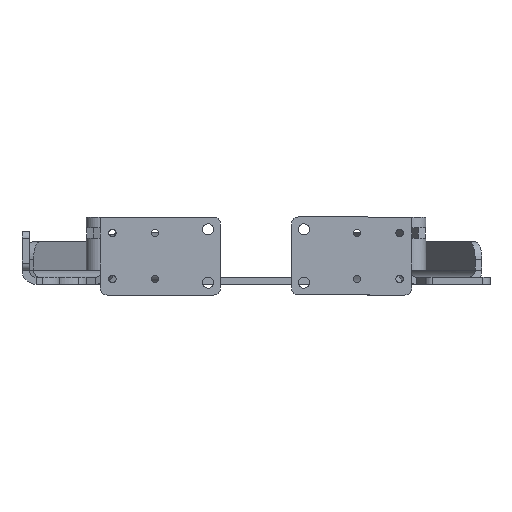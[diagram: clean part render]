
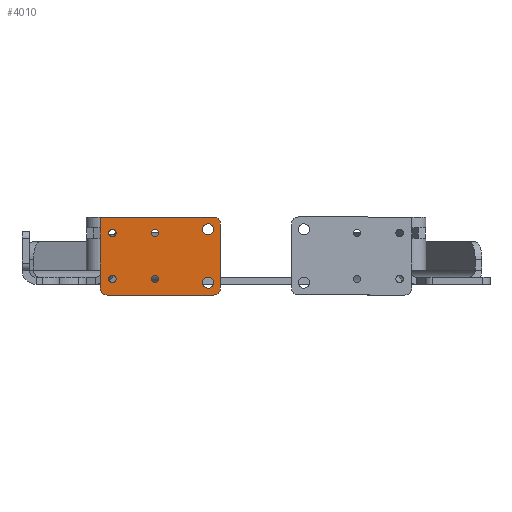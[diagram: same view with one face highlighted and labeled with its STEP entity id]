
A CAD part, left-side view. The second image highlights one B-rep face of the part: STEP entity #4010.
In plain terms, the highlighted planar face has unit normal (-1, 0, 0).
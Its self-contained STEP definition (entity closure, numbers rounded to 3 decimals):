
#59=FACE_BOUND('',#569,.T.);
#60=FACE_BOUND('',#570,.T.);
#61=FACE_BOUND('',#571,.T.);
#62=FACE_BOUND('',#572,.T.);
#63=FACE_BOUND('',#573,.T.);
#64=FACE_BOUND('',#574,.T.);
#138=PLANE('',#4401);
#317=FACE_OUTER_BOUND('',#568,.T.);
#568=EDGE_LOOP('',(#3249,#3250,#3251,#3252,#3253,#3254,#3255,#3256,#3257,
#3258));
#569=EDGE_LOOP('',(#3259));
#570=EDGE_LOOP('',(#3260));
#571=EDGE_LOOP('',(#3261));
#572=EDGE_LOOP('',(#3262));
#573=EDGE_LOOP('',(#3263));
#574=EDGE_LOOP('',(#3264));
#836=LINE('',#6138,#1229);
#864=LINE('',#6272,#1257);
#867=LINE('',#6281,#1260);
#978=LINE('',#6685,#1371);
#981=LINE('',#6691,#1374);
#982=LINE('',#6694,#1375);
#983=LINE('',#6696,#1376);
#1229=VECTOR('',#4839,10.);
#1257=VECTOR('',#4925,10.);
#1260=VECTOR('',#4934,10.);
#1371=VECTOR('',#5331,2.88);
#1374=VECTOR('',#5336,10.);
#1375=VECTOR('',#5339,10.);
#1376=VECTOR('',#5340,10.);
#1630=CIRCLE('',#4362,1.55);
#1634=CIRCLE('',#4368,1.05);
#1636=CIRCLE('',#4371,1.05);
#1642=CIRCLE('',#4380,1.55);
#1646=CIRCLE('',#4386,1.05);
#1648=CIRCLE('',#4389,1.05);
#1654=CIRCLE('',#4398,2.);
#1656=CIRCLE('',#4402,2.);
#1657=CIRCLE('',#4403,2.);
#1834=VERTEX_POINT('',#6121);
#1838=VERTEX_POINT('',#6133);
#1859=VERTEX_POINT('',#6271);
#1862=VERTEX_POINT('',#6279);
#1970=VERTEX_POINT('',#6603);
#1974=VERTEX_POINT('',#6615);
#1976=VERTEX_POINT('',#6621);
#1982=VERTEX_POINT('',#6639);
#1986=VERTEX_POINT('',#6651);
#1988=VERTEX_POINT('',#6657);
#1994=VERTEX_POINT('',#6675);
#1995=VERTEX_POINT('',#6676);
#1998=VERTEX_POINT('',#6684);
#2000=VERTEX_POINT('',#6690);
#2001=VERTEX_POINT('',#6692);
#2002=VERTEX_POINT('',#6695);
#2224=EDGE_CURVE('',#1834,#1838,#836,.T.);
#2270=EDGE_CURVE('',#1859,#1834,#864,.T.);
#2275=EDGE_CURVE('',#1838,#1862,#867,.T.);
#2434=EDGE_CURVE('',#1970,#1970,#1630,.T.);
#2440=EDGE_CURVE('',#1974,#1974,#1634,.T.);
#2443=EDGE_CURVE('',#1976,#1976,#1636,.T.);
#2452=EDGE_CURVE('',#1982,#1982,#1642,.T.);
#2458=EDGE_CURVE('',#1986,#1986,#1646,.T.);
#2461=EDGE_CURVE('',#1988,#1988,#1648,.T.);
#2470=EDGE_CURVE('',#1994,#1995,#1654,.T.);
#2474=EDGE_CURVE('',#1995,#1998,#978,.T.);
#2477=EDGE_CURVE('',#2000,#1994,#981,.T.);
#2478=EDGE_CURVE('',#2001,#2000,#1656,.T.);
#2479=EDGE_CURVE('',#2001,#1859,#982,.T.);
#2480=EDGE_CURVE('',#1862,#2002,#983,.T.);
#2481=EDGE_CURVE('',#1998,#2002,#1657,.T.);
#3249=ORIENTED_EDGE('',*,*,#2470,.F.);
#3250=ORIENTED_EDGE('',*,*,#2477,.F.);
#3251=ORIENTED_EDGE('',*,*,#2478,.F.);
#3252=ORIENTED_EDGE('',*,*,#2479,.T.);
#3253=ORIENTED_EDGE('',*,*,#2270,.T.);
#3254=ORIENTED_EDGE('',*,*,#2224,.T.);
#3255=ORIENTED_EDGE('',*,*,#2275,.T.);
#3256=ORIENTED_EDGE('',*,*,#2480,.T.);
#3257=ORIENTED_EDGE('',*,*,#2481,.F.);
#3258=ORIENTED_EDGE('',*,*,#2474,.F.);
#3259=ORIENTED_EDGE('',*,*,#2434,.T.);
#3260=ORIENTED_EDGE('',*,*,#2440,.T.);
#3261=ORIENTED_EDGE('',*,*,#2443,.T.);
#3262=ORIENTED_EDGE('',*,*,#2452,.T.);
#3263=ORIENTED_EDGE('',*,*,#2458,.T.);
#3264=ORIENTED_EDGE('',*,*,#2461,.T.);
#4010=ADVANCED_FACE('',(#317,#59,#60,#61,#62,#63,#64),#138,.T.);
#4362=AXIS2_PLACEMENT_3D('',#6604,#5239,#5240);
#4368=AXIS2_PLACEMENT_3D('',#6616,#5253,#5254);
#4371=AXIS2_PLACEMENT_3D('',#6622,#5260,#5261);
#4380=AXIS2_PLACEMENT_3D('',#6640,#5281,#5282);
#4386=AXIS2_PLACEMENT_3D('',#6652,#5295,#5296);
#4389=AXIS2_PLACEMENT_3D('',#6658,#5302,#5303);
#4398=AXIS2_PLACEMENT_3D('',#6677,#5323,#5324);
#4401=AXIS2_PLACEMENT_3D('',#6689,#5334,#5335);
#4402=AXIS2_PLACEMENT_3D('',#6693,#5337,#5338);
#4403=AXIS2_PLACEMENT_3D('',#6697,#5341,#5342);
#4839=DIRECTION('',(0.,0.,-1.));
#4925=DIRECTION('',(0.,0.,-1.));
#4934=DIRECTION('',(0.,0.,-1.));
#5239=DIRECTION('center_axis',(1.,0.,0.));
#5240=DIRECTION('ref_axis',(0.,1.,0.));
#5253=DIRECTION('center_axis',(1.,0.,0.));
#5254=DIRECTION('ref_axis',(0.,1.,0.));
#5260=DIRECTION('center_axis',(1.,0.,0.));
#5261=DIRECTION('ref_axis',(0.,1.,0.));
#5281=DIRECTION('center_axis',(1.,0.,0.));
#5282=DIRECTION('ref_axis',(0.,1.,0.));
#5295=DIRECTION('center_axis',(1.,0.,0.));
#5296=DIRECTION('ref_axis',(0.,1.,0.));
#5302=DIRECTION('center_axis',(1.,0.,0.));
#5303=DIRECTION('ref_axis',(0.,1.,0.));
#5323=DIRECTION('center_axis',(1.,0.,0.));
#5324=DIRECTION('ref_axis',(0.,-0.707,-0.707));
#5331=DIRECTION('',(0.,1.,0.));
#5334=DIRECTION('center_axis',(-1.,0.,0.));
#5335=DIRECTION('ref_axis',(0.,0.94,-0.342));
#5336=DIRECTION('',(0.,0.,-1.));
#5337=DIRECTION('center_axis',(1.,0.,0.));
#5338=DIRECTION('ref_axis',(0.,-0.707,0.707));
#5339=DIRECTION('',(0.,1.,0.));
#5340=DIRECTION('',(0.,0.,-1.));
#5341=DIRECTION('center_axis',(1.,0.,0.));
#5342=DIRECTION('ref_axis',(0.,0.707,-0.707));
#6121=CARTESIAN_POINT('',(-0.003,43.929,16.));
#6133=CARTESIAN_POINT('',(-0.003,43.929,13.));
#6138=CARTESIAN_POINT('',(-0.003,43.929,11.5));
#6271=CARTESIAN_POINT('',(-0.003,43.929,19.));
#6272=CARTESIAN_POINT('',(-0.003,43.929,11.5));
#6279=CARTESIAN_POINT('',(-0.003,43.929,4.));
#6281=CARTESIAN_POINT('',(-0.003,43.929,11.5));
#6603=CARTESIAN_POINT('',(-0.003,11.95,0.5));
#6604=CARTESIAN_POINT('Origin',(-0.003,13.5,0.5));
#6615=CARTESIAN_POINT('',(-0.003,39.45,14.5));
#6616=CARTESIAN_POINT('Origin',(-0.003,40.5,14.5));
#6621=CARTESIAN_POINT('',(-0.003,39.45,1.5));
#6622=CARTESIAN_POINT('Origin',(-0.003,40.5,1.5));
#6639=CARTESIAN_POINT('',(-0.003,11.95,15.5));
#6640=CARTESIAN_POINT('Origin',(-0.003,13.5,15.5));
#6651=CARTESIAN_POINT('',(-0.003,27.45,14.5));
#6652=CARTESIAN_POINT('Origin',(-0.003,28.5,14.5));
#6657=CARTESIAN_POINT('',(-0.003,27.45,1.5));
#6658=CARTESIAN_POINT('Origin',(-0.003,28.5,1.5));
#6675=CARTESIAN_POINT('',(-0.003,10.,-1.));
#6676=CARTESIAN_POINT('',(-0.003,12.,-3.));
#6677=CARTESIAN_POINT('Origin',(-0.003,12.,-1.));
#6684=CARTESIAN_POINT('',(-0.003,41.929,-3.));
#6685=CARTESIAN_POINT('',(-0.003,52.977,-3.));
#6689=CARTESIAN_POINT('Origin',(-0.003,120.538,26.353));
#6690=CARTESIAN_POINT('',(-0.003,10.,17.));
#6691=CARTESIAN_POINT('',(-0.003,10.,4.));
#6692=CARTESIAN_POINT('',(-0.003,12.,19.));
#6693=CARTESIAN_POINT('Origin',(-0.003,12.,17.));
#6694=CARTESIAN_POINT('',(-0.003,43.929,19.));
#6695=CARTESIAN_POINT('',(-0.003,43.929,-1.));
#6696=CARTESIAN_POINT('',(-0.003,43.929,4.));
#6697=CARTESIAN_POINT('Origin',(-0.003,41.929,-1.));
